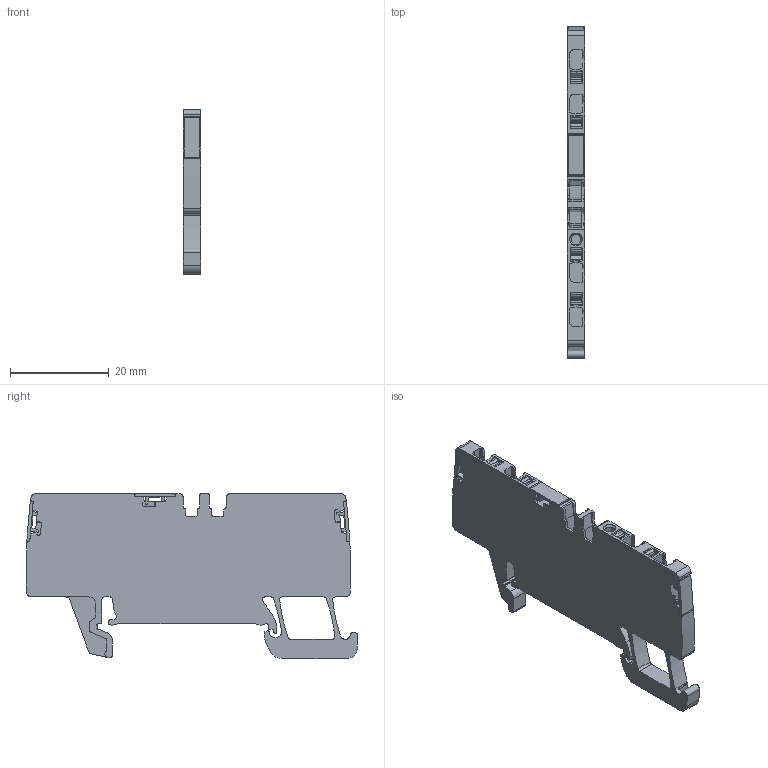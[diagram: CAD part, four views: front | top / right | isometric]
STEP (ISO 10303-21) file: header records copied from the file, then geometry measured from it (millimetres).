
FILE_DESCRIPTION(('CATIA V5R22 STEP214','CAx-IF Rec.Pracs.--- Model Styling and Organization---1.4--- 2014-01-23'),'2;1');
FILE_NAME ('1135641-1_1', '2019-07-03T04:38:33+00:00', ('Weidmueller Interface'), ('Weidmueller'), 'CATIA Version 5-6 Release 2016 SP3 HF44', 'CATIA V5 STEP AP214', 'none');
FILE_SCHEMA(('AUTOMOTIVE_DESIGN { 1 0 10303 214 1 1 1 1 }'));
Length unit declared in the file: millimetre
Products named in the file (1): 2674670000_A4C_1-5_DL_BL
Bounding box: 3.5 x 67.17 x 33.4 mm (x, y, z)
Volume: 5180.6 mm3; surface area: 5320.8 mm2
Topology: 8 solids, 8 shells, 735 faces, 2069 edges, 1365 vertices
Faces by surface type: plane 384, cylinder 290, extrusion 37, torus 20, cone 4
Entity records: 23280 total; most frequent: CARTESIAN_POINT 4835, ORIENTED_EDGE 4138, DIRECTION 3210, EDGE_CURVE 2069, VECTOR 1432, LINE 1395, VERTEX_POINT 1365, AXIS2_PLACEMENT_3D 1182
